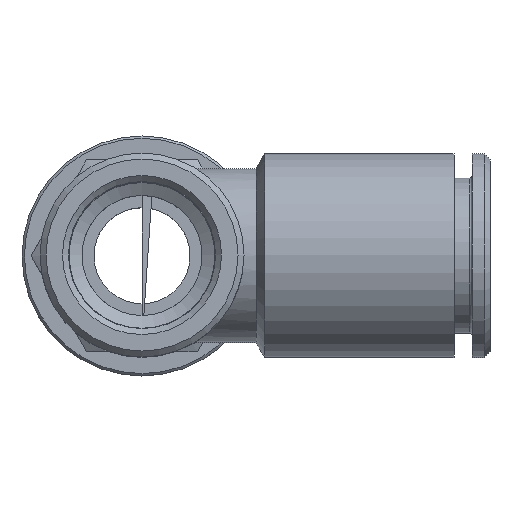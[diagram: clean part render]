
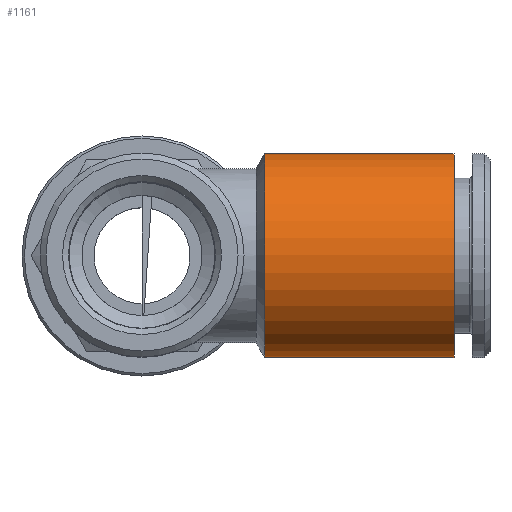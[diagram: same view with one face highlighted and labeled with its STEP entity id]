
A CAD part, top view. The second image highlights one B-rep face of the part: STEP entity #1161.
In plain terms, the highlighted cylindrical face has radius 8.5 mm (diameter 17 mm), a full revolution.
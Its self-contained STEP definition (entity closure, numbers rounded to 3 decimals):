
#99=CYLINDRICAL_SURFACE('',#1317,8.5);
#159=FACE_BOUND('',#438,.T.);
#293=FACE_OUTER_BOUND('',#437,.T.);
#437=EDGE_LOOP('',(#635));
#438=EDGE_LOOP('',(#636));
#635=ORIENTED_EDGE('',*,*,#839,.F.);
#636=ORIENTED_EDGE('',*,*,#838,.F.);
#838=EDGE_CURVE('',#961,#961,#1063,.T.);
#839=EDGE_CURVE('',#962,#962,#1064,.T.);
#961=VERTEX_POINT('',#2358);
#962=VERTEX_POINT('',#2361);
#1063=CIRCLE('',#1316,8.5);
#1064=CIRCLE('',#1318,8.5);
#1161=ADVANCED_FACE('',(#293,#159),#99,.T.);
#1316=AXIS2_PLACEMENT_3D('',#2359,#1610,#1611);
#1317=AXIS2_PLACEMENT_3D('',#2360,#1612,#1613);
#1318=AXIS2_PLACEMENT_3D('',#2362,#1614,#1615);
#1610=DIRECTION('center_axis',(1.,0.,0.));
#1611=DIRECTION('ref_axis',(0.,0.,1.));
#1612=DIRECTION('center_axis',(1.,0.,0.));
#1613=DIRECTION('ref_axis',(0.,0.,1.));
#1614=DIRECTION('center_axis',(-1.,0.,0.));
#1615=DIRECTION('ref_axis',(0.,0.,1.));
#2358=CARTESIAN_POINT('',(44.65,14.27,32.011));
#2359=CARTESIAN_POINT('Origin',(44.65,14.27,23.511));
#2360=CARTESIAN_POINT('Origin',(28.497,14.27,23.511));
#2361=CARTESIAN_POINT('',(28.872,14.27,32.011));
#2362=CARTESIAN_POINT('Origin',(28.872,14.27,23.511));
